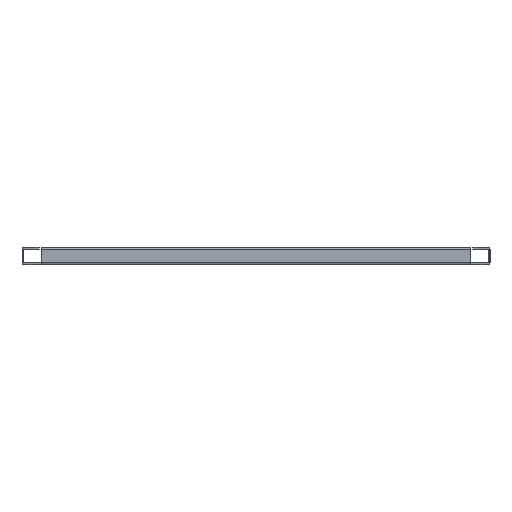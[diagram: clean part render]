
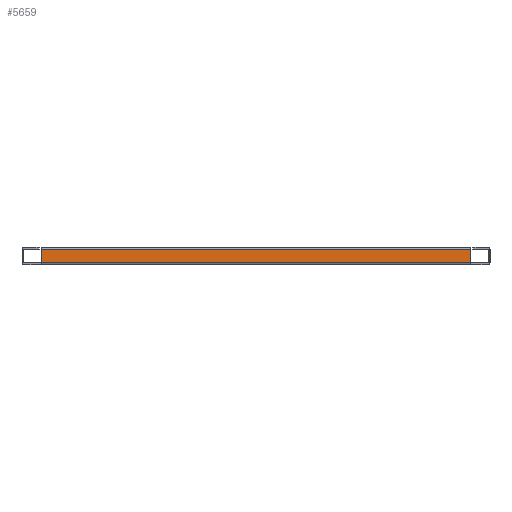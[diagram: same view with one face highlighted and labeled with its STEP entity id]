
A CAD part, left-side view. The second image highlights one B-rep face of the part: STEP entity #5659.
In plain terms, the highlighted planar face has unit normal (-1, 0, 0).
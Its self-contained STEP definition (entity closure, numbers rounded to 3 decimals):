
#374 = CARTESIAN_POINT ( 'NONE',  ( -841.51, -314.5, 22.49 ) ) ;
#385 = CARTESIAN_POINT ( 'NONE',  ( -841.51, -314.5, 2.51 ) ) ;
#411 = CARTESIAN_POINT ( 'NONE',  ( -841.51, 314.5, 22.49 ) ) ;
#490 = CARTESIAN_POINT ( 'NONE',  ( -841.51, 314.5, 2.51 ) ) ;
#897 = EDGE_CURVE ( 'NONE', #1906, #1824, #2543, .T. ) ;
#899 = EDGE_CURVE ( 'NONE', #1906, #1915, #2554, .T. ) ;
#905 = EDGE_CURVE ( 'NONE', #1782, #1824, #2562, .T. ) ;
#908 = EDGE_CURVE ( 'NONE', #1915, #1782, #2568, .T. ) ;
#1214 = DIRECTION ( 'NONE',  ( 0., 1., 0. ) ) ;
#1220 = CARTESIAN_POINT ( 'NONE',  ( -841.51, -314.5, 22.49 ) ) ;
#1225 = DIRECTION ( 'NONE',  ( 0., 0., -1. ) ) ;
#1233 = CARTESIAN_POINT ( 'NONE',  ( -841.51, 314.5, 2.5 ) ) ;
#1243 = DIRECTION ( 'NONE',  ( 0., 0., 1. ) ) ;
#1248 = CARTESIAN_POINT ( 'NONE',  ( -841.51, -314.5, 2.5 ) ) ;
#1249 = DIRECTION ( 'NONE',  ( 0., 1., 0. ) ) ;
#1254 = CARTESIAN_POINT ( 'NONE',  ( -841.51, 314.5, 2.51 ) ) ;
#1782 = VERTEX_POINT ( 'NONE', #411 ) ;
#1824 = VERTEX_POINT ( 'NONE', #490 ) ;
#1906 = VERTEX_POINT ( 'NONE', #385 ) ;
#1915 = VERTEX_POINT ( 'NONE', #374 ) ;
#2543 = LINE ( 'NONE', #1254, #2555 ) ;
#2554 = LINE ( 'NONE', #1248, #2559 ) ;
#2555 = VECTOR ( 'NONE', #1249, 1000. ) ;
#2559 = VECTOR ( 'NONE', #1243, 1000. ) ;
#2562 = LINE ( 'NONE', #1233, #2571 ) ;
#2568 = LINE ( 'NONE', #1220, #2577 ) ;
#2571 = VECTOR ( 'NONE', #1225, 1000. ) ;
#2577 = VECTOR ( 'NONE', #1214, 1000. ) ;
#3452 = EDGE_LOOP ( 'NONE', ( #3884, #3883, #3882, #3881 ) ) ;
#3881 = ORIENTED_EDGE ( 'NONE', *, *, #899, .T. ) ;
#3882 = ORIENTED_EDGE ( 'NONE', *, *, #897, .F. ) ;
#3883 = ORIENTED_EDGE ( 'NONE', *, *, #905, .T. ) ;
#3884 = ORIENTED_EDGE ( 'NONE', *, *, #908, .T. ) ;
#5098 = AXIS2_PLACEMENT_3D ( 'NONE', #6078, #6086, #6036 ) ;
#5659 = ADVANCED_FACE ( 'NONE', ( #6153 ), #6054, .F. ) ;
#6036 = DIRECTION ( 'NONE',  ( 0., 0., -1. ) ) ;
#6054 = PLANE ( 'NONE',  #5098 ) ;
#6078 = CARTESIAN_POINT ( 'NONE',  ( -841.51, 314.5, 2.5 ) ) ;
#6086 = DIRECTION ( 'NONE',  ( 1., 0., 0. ) ) ;
#6153 = FACE_OUTER_BOUND ( 'NONE', #3452, .T. ) ;
